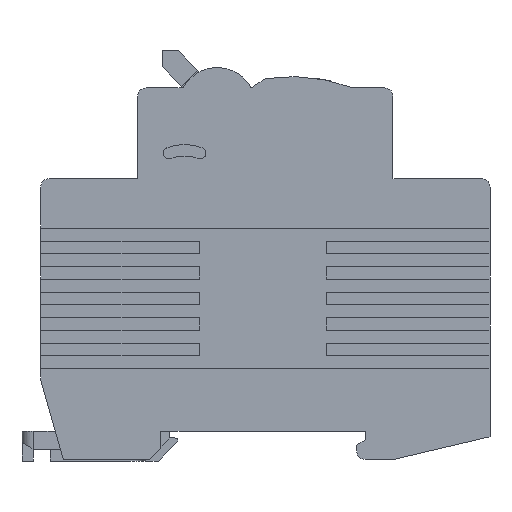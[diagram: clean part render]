
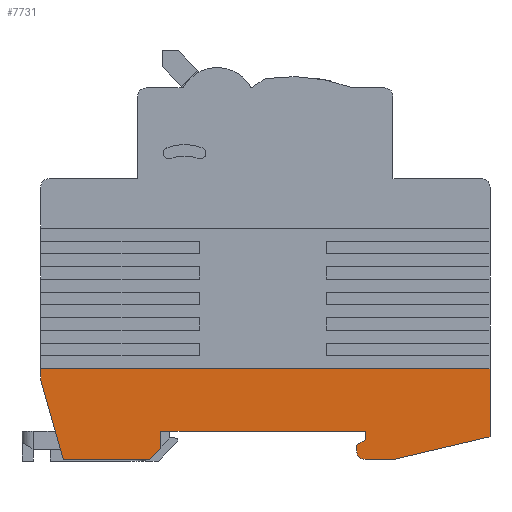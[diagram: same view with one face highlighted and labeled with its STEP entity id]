
A CAD part, left-side view. The second image highlights one B-rep face of the part: STEP entity #7731.
In plain terms, the highlighted planar face has unit normal (-1, 0, 0).
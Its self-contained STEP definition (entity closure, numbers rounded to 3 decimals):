
#363 = EDGE_CURVE ( 'NONE', #10563, #23343, #2548, .T. ) ;
#364 = EDGE_CURVE ( 'NONE', #7007, #21844, #17790, .T. ) ;
#491 = ORIENTED_EDGE ( 'NONE', *, *, #22353, .T. ) ;
#502 = VECTOR ( 'NONE', #19723, 1000. ) ;
#540 = DIRECTION ( 'NONE',  ( 0., 0.973, -0.229 ) ) ;
#648 = CARTESIAN_POINT ( 'NONE',  ( -62.527, 15.35, -113.046 ) ) ;
#1188 = AXIS2_PLACEMENT_3D ( 'NONE', #2134, #15498, #4059 ) ;
#1778 = VERTEX_POINT ( 'NONE', #23376 ) ;
#2134 = CARTESIAN_POINT ( 'NONE',  ( -62.527, -20.65, -116.546 ) ) ;
#2368 = EDGE_LOOP ( 'NONE', ( #13264, #11926, #11881, #11530, #491, #17377, #3346, #2413, #20793, #17315, #3128, #22138, #7845, #10886 ) ) ;
#2413 = ORIENTED_EDGE ( 'NONE', *, *, #4641, .T. ) ;
#2422 = VERTEX_POINT ( 'NONE', #14419 ) ;
#2548 = LINE ( 'NONE', #18193, #12670 ) ;
#2582 = DIRECTION ( 'NONE',  ( 0., 0., -1. ) ) ;
#2697 = CARTESIAN_POINT ( 'NONE',  ( -62.527, 36.55, -113.046 ) ) ;
#2830 = DIRECTION ( 'NONE',  ( 1., 0., 0. ) ) ;
#2997 = EDGE_CURVE ( 'NONE', #5381, #2422, #21134, .T. ) ;
#3128 = ORIENTED_EDGE ( 'NONE', *, *, #364, .F. ) ;
#3346 = ORIENTED_EDGE ( 'NONE', *, *, #19827, .F. ) ;
#3564 = CARTESIAN_POINT ( 'NONE',  ( -62.527, -8.881, -122.392 ) ) ;
#3796 = CARTESIAN_POINT ( 'NONE',  ( -62.527, -2.65, -118.046 ) ) ;
#4011 = CARTESIAN_POINT ( 'NONE',  ( -62.527, -2.65, -102.046 ) ) ;
#4059 = DIRECTION ( 'NONE',  ( 0., 0., -1. ) ) ;
#4163 = VECTOR ( 'NONE', #21001, 1000. ) ;
#4641 = EDGE_CURVE ( 'NONE', #21953, #1778, #10303, .T. ) ;
#4651 = PLANE ( 'NONE',  #6280 ) ;
#4831 = CARTESIAN_POINT ( 'NONE',  ( -62.527, -19.15, -113.046 ) ) ;
#5307 = VECTOR ( 'NONE', #540, 1000. ) ;
#5363 = CARTESIAN_POINT ( 'NONE',  ( -62.527, -2.65, -113.046 ) ) ;
#5381 = VERTEX_POINT ( 'NONE', #19439 ) ;
#5989 = VERTEX_POINT ( 'NONE', #14285 ) ;
#6151 = EDGE_CURVE ( 'NONE', #17062, #21844, #14549, .T. ) ;
#6280 = AXIS2_PLACEMENT_3D ( 'NONE', #14204, #2830, #16197 ) ;
#6384 = CARTESIAN_POINT ( 'NONE',  ( -62.527, 4.85, -105.546 ) ) ;
#6506 = DIRECTION ( 'NONE',  ( 0., 0., -1. ) ) ;
#6789 = LINE ( 'NONE', #11738, #11805 ) ;
#6899 = VECTOR ( 'NONE', #17133, 1000. ) ;
#7007 = VERTEX_POINT ( 'NONE', #16465 ) ;
#7163 = VECTOR ( 'NONE', #2582, 1000. ) ;
#7731 = ADVANCED_FACE ( 'NONE', ( #14713 ), #4651, .F. ) ;
#7749 = LINE ( 'NONE', #14065, #7163 ) ;
#7845 = ORIENTED_EDGE ( 'NONE', *, *, #20745, .T. ) ;
#8212 = LINE ( 'NONE', #2697, #17774 ) ;
#8458 = LINE ( 'NONE', #648, #12913 ) ;
#8573 = EDGE_CURVE ( 'NONE', #17998, #22115, #18211, .T. ) ;
#8658 = DIRECTION ( 'NONE',  ( 0., 0.275, 0.962 ) ) ;
#9220 = LINE ( 'NONE', #3796, #4163 ) ;
#9736 = DIRECTION ( 'NONE',  ( 0., 1., 0. ) ) ;
#10303 = LINE ( 'NONE', #5363, #20511 ) ;
#10563 = VERTEX_POINT ( 'NONE', #12440 ) ;
#10886 = ORIENTED_EDGE ( 'NONE', *, *, #2997, .F. ) ;
#11530 = ORIENTED_EDGE ( 'NONE', *, *, #363, .F. ) ;
#11738 = CARTESIAN_POINT ( 'NONE',  ( -62.527, -20.65, -113.046 ) ) ;
#11805 = VECTOR ( 'NONE', #23317, 1000. ) ;
#11881 = ORIENTED_EDGE ( 'NONE', *, *, #21974, .T. ) ;
#11918 = EDGE_CURVE ( 'NONE', #7007, #17610, #24485, .T. ) ;
#11926 = ORIENTED_EDGE ( 'NONE', *, *, #8573, .T. ) ;
#12145 = CARTESIAN_POINT ( 'NONE',  ( -62.527, 15.35, -113.046 ) ) ;
#12440 = CARTESIAN_POINT ( 'NONE',  ( -62.527, 32.55, -118.046 ) ) ;
#12587 = CARTESIAN_POINT ( 'NONE',  ( -62.527, -42.65, -102.046 ) ) ;
#12670 = VECTOR ( 'NONE', #8658, 1000. ) ;
#12730 = EDGE_CURVE ( 'NONE', #5989, #14368, #15146, .T. ) ;
#12913 = VECTOR ( 'NONE', #6506, 1000. ) ;
#13264 = ORIENTED_EDGE ( 'NONE', *, *, #22613, .F. ) ;
#14065 = CARTESIAN_POINT ( 'NONE',  ( -62.527, -42.65, -113.046 ) ) ;
#14204 = CARTESIAN_POINT ( 'NONE',  ( -62.527, -2.65, -113.046 ) ) ;
#14285 = CARTESIAN_POINT ( 'NONE',  ( -62.527, 15.35, -116.046 ) ) ;
#14368 = VERTEX_POINT ( 'NONE', #18479 ) ;
#14419 = CARTESIAN_POINT ( 'NONE',  ( -62.527, -25.65, -118.046 ) ) ;
#14549 = LINE ( 'NONE', #3564, #24694 ) ;
#14713 = FACE_OUTER_BOUND ( 'NONE', #2368, .T. ) ;
#15146 = LINE ( 'NONE', #6384, #502 ) ;
#15172 = CARTESIAN_POINT ( 'NONE',  ( -62.527, -2.65, -118.046 ) ) ;
#15228 = CARTESIAN_POINT ( 'NONE',  ( -62.527, -20.65, -114.546 ) ) ;
#15498 = DIRECTION ( 'NONE',  ( -1., 0., 0. ) ) ;
#15725 = CARTESIAN_POINT ( 'NONE',  ( -62.527, -19.15, -115.546 ) ) ;
#16197 = DIRECTION ( 'NONE',  ( 0., 0., -1. ) ) ;
#16465 = CARTESIAN_POINT ( 'NONE',  ( -62.527, -19.15, -116.546 ) ) ;
#17062 = VERTEX_POINT ( 'NONE', #15228 ) ;
#17133 = DIRECTION ( 'NONE',  ( 0., -1., 0. ) ) ;
#17190 = VECTOR ( 'NONE', #20272, 1000. ) ;
#17315 = ORIENTED_EDGE ( 'NONE', *, *, #6151, .T. ) ;
#17377 = ORIENTED_EDGE ( 'NONE', *, *, #12730, .F. ) ;
#17610 = VERTEX_POINT ( 'NONE', #19212 ) ;
#17613 = VECTOR ( 'NONE', #9736, 1000. ) ;
#17702 = EDGE_CURVE ( 'NONE', #1778, #17062, #6789, .T. ) ;
#17774 = VECTOR ( 'NONE', #17977, 1000. ) ;
#17790 = LINE ( 'NONE', #4831, #17190 ) ;
#17977 = DIRECTION ( 'NONE',  ( 0., 0., -1. ) ) ;
#17998 = VERTEX_POINT ( 'NONE', #12587 ) ;
#18089 = CARTESIAN_POINT ( 'NONE',  ( -62.527, -4.972, -122.912 ) ) ;
#18193 = CARTESIAN_POINT ( 'NONE',  ( -62.527, 31.214, -122.722 ) ) ;
#18211 = LINE ( 'NONE', #4011, #17613 ) ;
#18225 = CARTESIAN_POINT ( 'NONE',  ( -62.527, 36.55, -102.046 ) ) ;
#18479 = CARTESIAN_POINT ( 'NONE',  ( -62.527, 17.35, -118.046 ) ) ;
#18731 = DIRECTION ( 'NONE',  ( 0., -1., 0. ) ) ;
#19212 = CARTESIAN_POINT ( 'NONE',  ( -62.527, -20.65, -118.046 ) ) ;
#19439 = CARTESIAN_POINT ( 'NONE',  ( -62.527, -42.65, -114.046 ) ) ;
#19723 = DIRECTION ( 'NONE',  ( 0., 0.707, -0.707 ) ) ;
#19827 = EDGE_CURVE ( 'NONE', #21953, #5989, #8458, .T. ) ;
#20272 = DIRECTION ( 'NONE',  ( 0., 0., 1. ) ) ;
#20511 = VECTOR ( 'NONE', #18731, 1000. ) ;
#20745 = EDGE_CURVE ( 'NONE', #17610, #2422, #9220, .T. ) ;
#20793 = ORIENTED_EDGE ( 'NONE', *, *, #17702, .T. ) ;
#21001 = DIRECTION ( 'NONE',  ( 0., -1., 0. ) ) ;
#21134 = LINE ( 'NONE', #18089, #5307 ) ;
#21844 = VERTEX_POINT ( 'NONE', #15725 ) ;
#21953 = VERTEX_POINT ( 'NONE', #12145 ) ;
#21974 = EDGE_CURVE ( 'NONE', #22115, #23343, #8212, .T. ) ;
#22115 = VERTEX_POINT ( 'NONE', #18225 ) ;
#22124 = LINE ( 'NONE', #15172, #6899 ) ;
#22138 = ORIENTED_EDGE ( 'NONE', *, *, #11918, .T. ) ;
#22353 = EDGE_CURVE ( 'NONE', #10563, #14368, #22124, .T. ) ;
#22613 = EDGE_CURVE ( 'NONE', #17998, #5381, #7749, .T. ) ;
#22659 = CARTESIAN_POINT ( 'NONE',  ( -62.527, 36.55, -104.046 ) ) ;
#23317 = DIRECTION ( 'NONE',  ( 0., 0., -1. ) ) ;
#23343 = VERTEX_POINT ( 'NONE', #22659 ) ;
#23376 = CARTESIAN_POINT ( 'NONE',  ( -62.527, -20.65, -113.046 ) ) ;
#24477 = DIRECTION ( 'NONE',  ( 0., 0.832, -0.555 ) ) ;
#24485 = CIRCLE ( 'NONE', #1188, 1.5 ) ;
#24694 = VECTOR ( 'NONE', #24477, 1000. ) ;
